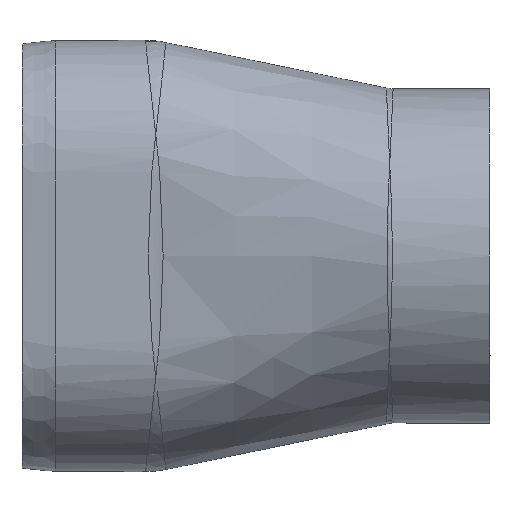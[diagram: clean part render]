
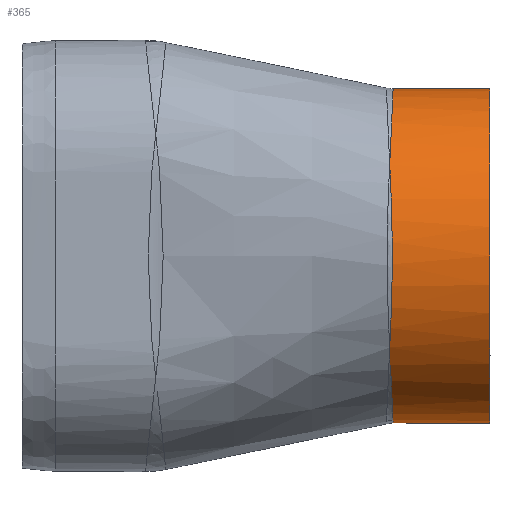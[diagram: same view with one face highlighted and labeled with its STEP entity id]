
A CAD part, front view. The second image highlights one B-rep face of the part: STEP entity #365.
In plain terms, the highlighted cylindrical face has radius 50.05 mm (diameter 100.1 mm), a full revolution.
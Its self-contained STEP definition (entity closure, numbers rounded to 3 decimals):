
#25=CIRCLE('',#392,50.05);
#26=CYLINDRICAL_SURFACE('',#391,50.05);
#44=FACE_OUTER_BOUND('',#63,.T.);
#63=EDGE_LOOP('',(#303,#304,#305,#306,#307,#308,#309,#310));
#100=B_SPLINE_CURVE_WITH_KNOTS('',3,(#1801,#1802,#1803,#1804,#1805,#1806,
#1807,#1808,#1809,#1810,#1811),.UNSPECIFIED.,.F.,.F.,(4,2,1,1,1,1,1,4),
(-11.851,-11.837,-10.653,-9.47,
-8.286,-7.102,-6.51,-5.919),
 .UNSPECIFIED.);
#101=B_SPLINE_CURVE_WITH_KNOTS('',3,(#1812,#1813,#1814,#1815,#1816,#1817,
#1818,#1819,#1820,#1821,#1822),.UNSPECIFIED.,.F.,.F.,(4,1,1,1,1,1,2,4),
(-5.919,-5.327,-4.735,-3.551,
-2.367,-1.184,0.,0.014),
 .UNSPECIFIED.);
#102=B_SPLINE_CURVE_WITH_KNOTS('',3,(#1899,#1900,#1901,#1902,#1903,#1904,
#1905,#1906,#1907,#1908,#1909,#1910,#1911,#1912,#1913,#1914,#1915,#1916,
#1917),.UNSPECIFIED.,.F.,.F.,(4,2,1,2,1,1,1,1,1,2,1,2,4),(-0.009,
0.,0.198,0.496,1.011,2.042,
2.557,2.815,3.072,4.103,4.4,
4.599,4.608),.UNSPECIFIED.);
#103=B_SPLINE_CURVE_WITH_KNOTS('',3,(#1990,#1991,#1992,#1993,#1994,#1995,
#1996,#1997,#1998,#1999,#2000,#2001,#2002,#2003,#2004,#2005,#2006,#2007),
 .UNSPECIFIED.,.F.,.F.,(4,2,1,2,1,1,1,1,2,1,2,4),(-0.009,
0.,0.198,0.496,1.527,2.043,
2.558,3.074,4.105,4.304,4.601,
4.61),.UNSPECIFIED.);
#104=B_SPLINE_CURVE_WITH_KNOTS('',3,(#2092,#2093,#2094,#2095,#2096,#2097,
#2098,#2099,#2100,#2101,#2102,#2103,#2104,#2105,#2106,#2107,#2108,#2109,
#2110,#2111,#2112),.UNSPECIFIED.,.F.,.F.,(4,2,1,1,1,1,1,1,1,1,1,1,1,1,1,
2,4),(-11.851,-11.837,-11.245,-10.653,
-10.061,-9.47,-8.878,-8.286,
-7.102,-5.919,-4.735,-4.143,
-3.551,-2.367,-1.184,0.,0.014),
 .UNSPECIFIED.);
#122=LINE('',#2303,#127);
#127=VECTOR('',#409,50.05);
#148=VERTEX_POINT('',#1627);
#149=VERTEX_POINT('',#1637);
#152=VERTEX_POINT('',#1678);
#153=VERTEX_POINT('',#1688);
#155=VERTEX_POINT('',#1800);
#162=VERTEX_POINT('',#2301);
#202=EDGE_CURVE('',#152,#155,#100,.T.);
#203=EDGE_CURVE('',#155,#153,#101,.T.);
#204=EDGE_CURVE('',#153,#148,#102,.T.);
#205=EDGE_CURVE('',#149,#152,#103,.T.);
#206=EDGE_CURVE('',#148,#149,#104,.T.);
#214=EDGE_CURVE('',#162,#162,#25,.T.);
#215=EDGE_CURVE('',#162,#155,#122,.T.);
#303=ORIENTED_EDGE('',*,*,#214,.F.);
#304=ORIENTED_EDGE('',*,*,#215,.T.);
#305=ORIENTED_EDGE('',*,*,#202,.F.);
#306=ORIENTED_EDGE('',*,*,#205,.F.);
#307=ORIENTED_EDGE('',*,*,#206,.F.);
#308=ORIENTED_EDGE('',*,*,#204,.F.);
#309=ORIENTED_EDGE('',*,*,#203,.F.);
#310=ORIENTED_EDGE('',*,*,#215,.F.);
#365=ADVANCED_FACE('',(#44),#26,.T.);
#391=AXIS2_PLACEMENT_3D('',#2300,#405,#406);
#392=AXIS2_PLACEMENT_3D('',#2302,#407,#408);
#405=DIRECTION('center_axis',(1.,0.,0.));
#406=DIRECTION('ref_axis',(0.,0.,-1.));
#407=DIRECTION('center_axis',(1.,0.,0.));
#408=DIRECTION('ref_axis',(0.,0.,-1.));
#409=DIRECTION('',(-1.,0.,0.));
#1627=CARTESIAN_POINT('',(70.,41.91,-27.36));
#1637=CARTESIAN_POINT('',(70.,-41.91,-27.36));
#1678=CARTESIAN_POINT('',(70.,-41.91,27.36));
#1688=CARTESIAN_POINT('',(70.,41.91,27.36));
#1800=CARTESIAN_POINT('',(71.021,0.,50.05));
#1801=CARTESIAN_POINT('Ctrl Pts',(70.,-41.91,27.36));
#1802=CARTESIAN_POINT('Ctrl Pts',(70.001,-41.889,27.392));
#1803=CARTESIAN_POINT('Ctrl Pts',(70.003,-41.868,27.424));
#1804=CARTESIAN_POINT('Ctrl Pts',(70.131,-40.043,30.205));
#1805=CARTESIAN_POINT('Ctrl Pts',(70.369,-35.863,35.382));
#1806=CARTESIAN_POINT('Ctrl Pts',(70.654,-28.222,41.729));
#1807=CARTESIAN_POINT('Ctrl Pts',(70.865,-19.461,46.469));
#1808=CARTESIAN_POINT('Ctrl Pts',(70.971,-11.537,48.899));
#1809=CARTESIAN_POINT('Ctrl Pts',(71.014,-4.942,49.89));
#1810=CARTESIAN_POINT('Ctrl Pts',(71.021,-1.647,50.05));
#1811=CARTESIAN_POINT('Ctrl Pts',(71.021,0.,
50.05));
#1812=CARTESIAN_POINT('Ctrl Pts',(71.021,0.,
50.05));
#1813=CARTESIAN_POINT('Ctrl Pts',(71.021,1.647,50.05));
#1814=CARTESIAN_POINT('Ctrl Pts',(71.014,4.942,49.89));
#1815=CARTESIAN_POINT('Ctrl Pts',(70.971,11.537,48.899));
#1816=CARTESIAN_POINT('Ctrl Pts',(70.865,19.461,46.469));
#1817=CARTESIAN_POINT('Ctrl Pts',(70.654,28.222,41.729));
#1818=CARTESIAN_POINT('Ctrl Pts',(70.369,35.863,35.382));
#1819=CARTESIAN_POINT('Ctrl Pts',(70.131,40.043,30.205));
#1820=CARTESIAN_POINT('Ctrl Pts',(70.003,41.868,27.424));
#1821=CARTESIAN_POINT('Ctrl Pts',(70.001,41.889,27.392));
#1822=CARTESIAN_POINT('Ctrl Pts',(70.,41.91,27.36));
#1899=CARTESIAN_POINT('Ctrl Pts',(70.,41.91,27.36));
#1900=CARTESIAN_POINT('Ctrl Pts',(70.002,41.931,27.327));
#1901=CARTESIAN_POINT('Ctrl Pts',(70.003,41.952,27.295));
#1902=CARTESIAN_POINT('Ctrl Pts',(70.037,42.423,26.57));
#1903=CARTESIAN_POINT('Ctrl Pts',(70.119,43.506,24.81));
#1904=CARTESIAN_POINT('Ctrl Pts',(70.204,44.48,22.981));
#1905=CARTESIAN_POINT('Ctrl Pts',(70.347,45.962,19.928));
#1906=CARTESIAN_POINT('Ctrl Pts',(70.586,48.404,13.948));
#1907=CARTESIAN_POINT('Ctrl Pts',(70.753,50.082,5.437));
#1908=CARTESIAN_POINT('Ctrl Pts',(70.753,50.086,-2.124));
#1909=CARTESIAN_POINT('Ctrl Pts',(70.712,49.669,-6.45));
#1910=CARTESIAN_POINT('Ctrl Pts',(70.608,48.621,-12.866));
#1911=CARTESIAN_POINT('Ctrl Pts',(70.438,46.904,-17.989));
#1912=CARTESIAN_POINT('Ctrl Pts',(70.204,44.479,-22.981));
#1913=CARTESIAN_POINT('Ctrl Pts',(70.119,43.505,-24.811));
#1914=CARTESIAN_POINT('Ctrl Pts',(70.037,42.423,-26.571));
#1915=CARTESIAN_POINT('Ctrl Pts',(70.003,41.952,-27.295));
#1916=CARTESIAN_POINT('Ctrl Pts',(70.002,41.931,-27.327));
#1917=CARTESIAN_POINT('Ctrl Pts',(70.,41.91,-27.36));
#1990=CARTESIAN_POINT('Ctrl Pts',(70.,-41.91,-27.36));
#1991=CARTESIAN_POINT('Ctrl Pts',(70.002,-41.931,-27.327));
#1992=CARTESIAN_POINT('Ctrl Pts',(70.003,-41.952,-27.295));
#1993=CARTESIAN_POINT('Ctrl Pts',(70.037,-42.423,-26.571));
#1994=CARTESIAN_POINT('Ctrl Pts',(70.119,-43.505,-24.811));
#1995=CARTESIAN_POINT('Ctrl Pts',(70.204,-44.479,-22.981));
#1996=CARTESIAN_POINT('Ctrl Pts',(70.438,-46.906,-17.984));
#1997=CARTESIAN_POINT('Ctrl Pts',(70.642,-48.969,-11.826));
#1998=CARTESIAN_POINT('Ctrl Pts',(70.753,-50.085,-3.228));
#1999=CARTESIAN_POINT('Ctrl Pts',(70.753,-50.085,3.228));
#2000=CARTESIAN_POINT('Ctrl Pts',(70.642,-48.969,11.826));
#2001=CARTESIAN_POINT('Ctrl Pts',(70.438,-46.906,17.984));
#2002=CARTESIAN_POINT('Ctrl Pts',(70.222,-44.66,22.609));
#2003=CARTESIAN_POINT('Ctrl Pts',(70.135,-43.709,24.45));
#2004=CARTESIAN_POINT('Ctrl Pts',(70.053,-42.647,26.225));
#2005=CARTESIAN_POINT('Ctrl Pts',(70.003,-41.952,27.295));
#2006=CARTESIAN_POINT('Ctrl Pts',(70.002,-41.931,27.327));
#2007=CARTESIAN_POINT('Ctrl Pts',(70.,-41.91,27.36));
#2092=CARTESIAN_POINT('Ctrl Pts',(70.,41.91,-27.36));
#2093=CARTESIAN_POINT('Ctrl Pts',(70.001,41.889,-27.392));
#2094=CARTESIAN_POINT('Ctrl Pts',(70.003,41.868,-27.424));
#2095=CARTESIAN_POINT('Ctrl Pts',(70.068,40.945,-28.831));
#2096=CARTESIAN_POINT('Ctrl Pts',(70.191,39.,-31.499));
#2097=CARTESIAN_POINT('Ctrl Pts',(70.36,35.689,-35.207));
#2098=CARTESIAN_POINT('Ctrl Pts',(70.511,32.042,-38.554));
#2099=CARTESIAN_POINT('Ctrl Pts',(70.645,28.093,-41.523));
#2100=CARTESIAN_POINT('Ctrl Pts',(70.76,23.829,-44.105));
#2101=CARTESIAN_POINT('Ctrl Pts',(70.886,17.893,-46.947));
#2102=CARTESIAN_POINT('Ctrl Pts',(70.993,9.922,-49.394));
#2103=CARTESIAN_POINT('Ctrl Pts',(71.036,-0.005,
-50.378));
#2104=CARTESIAN_POINT('Ctrl Pts',(71.,-8.253,-49.56));
#2105=CARTESIAN_POINT('Ctrl Pts',(70.928,-14.722,-47.922));
#2106=CARTESIAN_POINT('Ctrl Pts',(70.83,-20.911,-45.682));
#2107=CARTESIAN_POINT('Ctrl Pts',(70.654,-28.231,-41.725));
#2108=CARTESIAN_POINT('Ctrl Pts',(70.369,-35.857,-35.385));
#2109=CARTESIAN_POINT('Ctrl Pts',(70.131,-40.044,-30.205));
#2110=CARTESIAN_POINT('Ctrl Pts',(70.003,-41.868,-27.424));
#2111=CARTESIAN_POINT('Ctrl Pts',(70.001,-41.889,-27.392));
#2112=CARTESIAN_POINT('Ctrl Pts',(70.,-41.91,-27.36));
#2300=CARTESIAN_POINT('Origin',(70.,0.,0.));
#2301=CARTESIAN_POINT('',(100.,0.,50.05));
#2302=CARTESIAN_POINT('Origin',(100.,0.,0.));
#2303=CARTESIAN_POINT('',(70.,0.,50.05));
